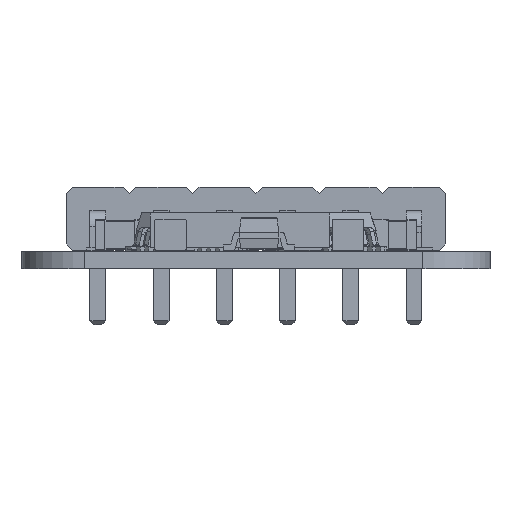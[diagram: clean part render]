
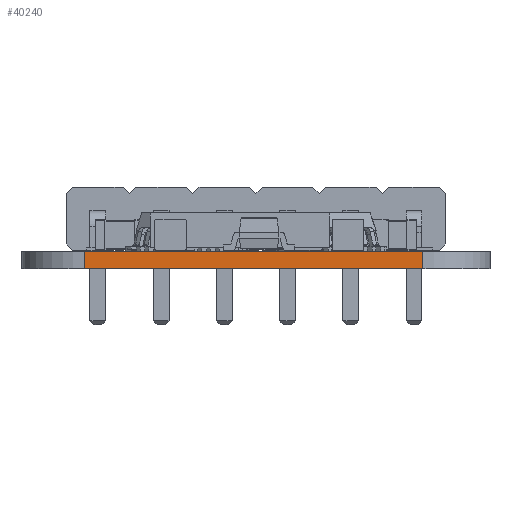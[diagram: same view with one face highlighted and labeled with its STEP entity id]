
A CAD part, front view. The second image highlights one B-rep face of the part: STEP entity #40240.
In plain terms, the highlighted planar face has unit normal (0, -1, 0).
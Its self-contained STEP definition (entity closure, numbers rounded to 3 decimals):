
#39273 = VERTEX_POINT('',#39274);
#39274 = CARTESIAN_POINT('',(0.74,-40.671,0.));
#39281 = EDGE_CURVE('',#39282,#39273,#39284,.T.);
#39282 = VERTEX_POINT('',#39283);
#39283 = CARTESIAN_POINT('',(14.327,-40.671,0.));
#39284 = LINE('',#39285,#39286);
#39285 = CARTESIAN_POINT('',(14.327,-40.671,0.));
#39286 = VECTOR('',#39287,1.);
#39287 = DIRECTION('',(-1.,0.,0.));
#39743 = VERTEX_POINT('',#39744);
#39744 = CARTESIAN_POINT('',(0.74,-40.671,0.7));
#39751 = EDGE_CURVE('',#39752,#39743,#39754,.T.);
#39752 = VERTEX_POINT('',#39753);
#39753 = CARTESIAN_POINT('',(14.327,-40.671,0.7));
#39754 = LINE('',#39755,#39756);
#39755 = CARTESIAN_POINT('',(14.327,-40.671,0.7));
#39756 = VECTOR('',#39757,1.);
#39757 = DIRECTION('',(-1.,0.,0.));
#40210 = EDGE_CURVE('',#39273,#39743,#40211,.T.);
#40211 = LINE('',#40212,#40213);
#40212 = CARTESIAN_POINT('',(0.74,-40.671,0.));
#40213 = VECTOR('',#40214,1.);
#40214 = DIRECTION('',(0.,0.,1.));
#40240 = ADVANCED_FACE('',(#40241),#40252,.T.);
#40241 = FACE_BOUND('',#40242,.T.);
#40242 = EDGE_LOOP('',(#40243,#40249,#40250,#40251));
#40243 = ORIENTED_EDGE('',*,*,#40244,.T.);
#40244 = EDGE_CURVE('',#39282,#39752,#40245,.T.);
#40245 = LINE('',#40246,#40247);
#40246 = CARTESIAN_POINT('',(14.327,-40.671,0.));
#40247 = VECTOR('',#40248,1.);
#40248 = DIRECTION('',(0.,0.,1.));
#40249 = ORIENTED_EDGE('',*,*,#39751,.T.);
#40250 = ORIENTED_EDGE('',*,*,#40210,.F.);
#40251 = ORIENTED_EDGE('',*,*,#39281,.F.);
#40252 = PLANE('',#40253);
#40253 = AXIS2_PLACEMENT_3D('',#40254,#40255,#40256);
#40254 = CARTESIAN_POINT('',(14.327,-40.671,0.));
#40255 = DIRECTION('',(0.,-1.,0.));
#40256 = DIRECTION('',(-1.,0.,0.));
